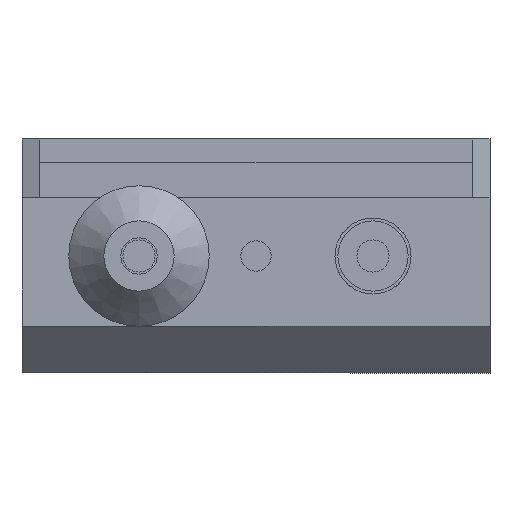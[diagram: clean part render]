
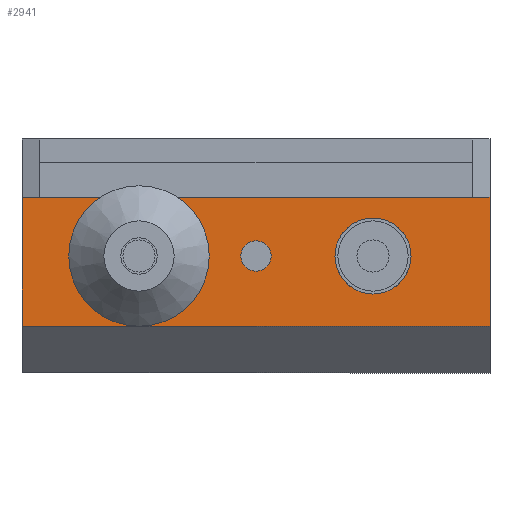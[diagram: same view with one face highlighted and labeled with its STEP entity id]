
A CAD part, left-side view. The second image highlights one B-rep face of the part: STEP entity #2941.
In plain terms, the highlighted planar face has unit normal (-1, 0, 0).
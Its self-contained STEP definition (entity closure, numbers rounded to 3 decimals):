
#2116 = VERTEX_POINT('',#2117);
#2117 = CARTESIAN_POINT('',(-10.,0.,15.));
#2156 = VERTEX_POINT('',#2157);
#2157 = CARTESIAN_POINT('',(-10.,0.,4.));
#2163 = EDGE_CURVE('',#2116,#2156,#2164,.T.);
#2164 = LINE('',#2165,#2166);
#2165 = CARTESIAN_POINT('',(-10.,0.,20.));
#2166 = VECTOR('',#2167,1.);
#2167 = DIRECTION('',(0.,0.,-1.));
#2178 = EDGE_CURVE('',#2156,#2179,#2181,.T.);
#2179 = VERTEX_POINT('',#2180);
#2180 = CARTESIAN_POINT('',(-10.,-40.,4.));
#2181 = LINE('',#2182,#2183);
#2182 = CARTESIAN_POINT('',(-10.,0.,4.));
#2183 = VECTOR('',#2184,1.);
#2184 = DIRECTION('',(0.,-1.,0.));
#2439 = VERTEX_POINT('',#2440);
#2440 = CARTESIAN_POINT('',(-10.,-40.,15.));
#2448 = EDGE_CURVE('',#2179,#2439,#2449,.T.);
#2449 = LINE('',#2450,#2451);
#2450 = CARTESIAN_POINT('',(-10.,-40.,13.906));
#2451 = VECTOR('',#2452,1.);
#2452 = DIRECTION('',(-0.,0.,1.));
#2473 = VERTEX_POINT('',#2474);
#2474 = CARTESIAN_POINT('',(-10.,-10.,6.75));
#2480 = EDGE_CURVE('',#2481,#2473,#2483,.T.);
#2481 = VERTEX_POINT('',#2482);
#2482 = CARTESIAN_POINT('',(-10.,-8.75,13.));
#2483 = CIRCLE('',#2484,3.25);
#2484 = AXIS2_PLACEMENT_3D('',#2485,#2486,#2487);
#2485 = CARTESIAN_POINT('',(-10.,-10.,10.));
#2486 = DIRECTION('',(-1.,-0.,0.));
#2487 = DIRECTION('',(0.,0.,-1.));
#2489 = EDGE_CURVE('',#2490,#2481,#2492,.T.);
#2490 = VERTEX_POINT('',#2491);
#2491 = CARTESIAN_POINT('',(-10.,-11.25,13.));
#2492 = CIRCLE('',#2493,3.25);
#2493 = AXIS2_PLACEMENT_3D('',#2494,#2495,#2496);
#2494 = CARTESIAN_POINT('',(-10.,-10.,10.));
#2495 = DIRECTION('',(-1.,-0.,0.));
#2496 = DIRECTION('',(0.,0.,-1.));
#2498 = EDGE_CURVE('',#2473,#2490,#2499,.T.);
#2499 = CIRCLE('',#2500,3.25);
#2500 = AXIS2_PLACEMENT_3D('',#2501,#2502,#2503);
#2501 = CARTESIAN_POINT('',(-10.,-10.,10.));
#2502 = DIRECTION('',(-1.,-0.,0.));
#2503 = DIRECTION('',(0.,0.,-1.));
#2516 = VERTEX_POINT('',#2517);
#2517 = CARTESIAN_POINT('',(-10.,-30.,6.75));
#2523 = EDGE_CURVE('',#2524,#2516,#2526,.T.);
#2524 = VERTEX_POINT('',#2525);
#2525 = CARTESIAN_POINT('',(-10.,-28.75,13.));
#2526 = CIRCLE('',#2527,3.25);
#2527 = AXIS2_PLACEMENT_3D('',#2528,#2529,#2530);
#2528 = CARTESIAN_POINT('',(-10.,-30.,10.));
#2529 = DIRECTION('',(-1.,-0.,0.));
#2530 = DIRECTION('',(0.,0.,-1.));
#2532 = EDGE_CURVE('',#2533,#2524,#2535,.T.);
#2533 = VERTEX_POINT('',#2534);
#2534 = CARTESIAN_POINT('',(-10.,-31.25,13.));
#2535 = CIRCLE('',#2536,3.25);
#2536 = AXIS2_PLACEMENT_3D('',#2537,#2538,#2539);
#2537 = CARTESIAN_POINT('',(-10.,-30.,10.));
#2538 = DIRECTION('',(-1.,-0.,0.));
#2539 = DIRECTION('',(0.,0.,-1.));
#2541 = EDGE_CURVE('',#2516,#2533,#2542,.T.);
#2542 = CIRCLE('',#2543,3.25);
#2543 = AXIS2_PLACEMENT_3D('',#2544,#2545,#2546);
#2544 = CARTESIAN_POINT('',(-10.,-30.,10.));
#2545 = DIRECTION('',(-1.,-0.,0.));
#2546 = DIRECTION('',(0.,0.,-1.));
#2559 = VERTEX_POINT('',#2560);
#2560 = CARTESIAN_POINT('',(-10.,-20.,8.7));
#2566 = EDGE_CURVE('',#2559,#2559,#2567,.T.);
#2567 = CIRCLE('',#2568,1.3);
#2568 = AXIS2_PLACEMENT_3D('',#2569,#2570,#2571);
#2569 = CARTESIAN_POINT('',(-10.,-20.,10.));
#2570 = DIRECTION('',(-1.,-0.,0.));
#2571 = DIRECTION('',(0.,0.,-1.));
#2925 = EDGE_CURVE('',#2116,#2439,#2926,.T.);
#2926 = LINE('',#2927,#2928);
#2927 = CARTESIAN_POINT('',(-10.,0.,15.));
#2928 = VECTOR('',#2929,1.);
#2929 = DIRECTION('',(0.,-1.,0.));
#2941 = ADVANCED_FACE('',(#2942,#2948,#2953,#2958),#2961,.T.);
#2942 = FACE_BOUND('',#2943,.T.);
#2943 = EDGE_LOOP('',(#2944,#2945,#2946,#2947));
#2944 = ORIENTED_EDGE('',*,*,#2163,.T.);
#2945 = ORIENTED_EDGE('',*,*,#2178,.T.);
#2946 = ORIENTED_EDGE('',*,*,#2448,.T.);
#2947 = ORIENTED_EDGE('',*,*,#2925,.F.);
#2948 = FACE_BOUND('',#2949,.T.);
#2949 = EDGE_LOOP('',(#2950,#2951,#2952));
#2950 = ORIENTED_EDGE('',*,*,#2532,.F.);
#2951 = ORIENTED_EDGE('',*,*,#2541,.F.);
#2952 = ORIENTED_EDGE('',*,*,#2523,.F.);
#2953 = FACE_BOUND('',#2954,.T.);
#2954 = EDGE_LOOP('',(#2955,#2956,#2957));
#2955 = ORIENTED_EDGE('',*,*,#2489,.F.);
#2956 = ORIENTED_EDGE('',*,*,#2498,.F.);
#2957 = ORIENTED_EDGE('',*,*,#2480,.F.);
#2958 = FACE_BOUND('',#2959,.T.);
#2959 = EDGE_LOOP('',(#2960));
#2960 = ORIENTED_EDGE('',*,*,#2566,.F.);
#2961 = PLANE('',#2962);
#2962 = AXIS2_PLACEMENT_3D('',#2963,#2964,#2965);
#2963 = CARTESIAN_POINT('',(-10.,-20.,9.5));
#2964 = DIRECTION('',(-1.,0.,0.));
#2965 = DIRECTION('',(0.,0.,-1.));
